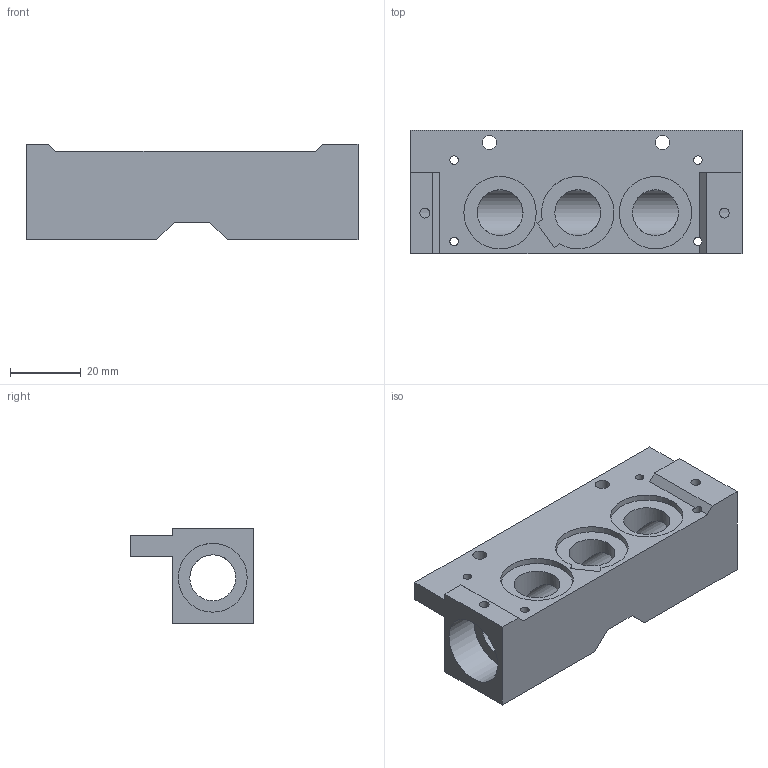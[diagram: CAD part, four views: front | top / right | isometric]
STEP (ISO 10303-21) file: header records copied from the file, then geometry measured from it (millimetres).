
FILE_DESCRIPTION(/* description */ (''),/* implementation_level */ '2;1');
FILE_NAME(/* name */ 'Block.step',/* time_stamp */ '2020-05-06T11:31:02+02:00',/* author */ (''),/* organization */ (''),/* preprocessor_version */ 'ST-DEVELOPER v18.1',/* originating_system */ 'Autodesk Translation Framework v9.2.0.1227',/* authorisation */ '');
FILE_SCHEMA (('AUTOMOTIVE_DESIGN { 1 0 10303 214 3 1 1 }'));
Length unit declared in the file: millimetre
Products named in the file (1): Block
Bounding box: 94 x 35 x 27 mm (x, y, z)
Volume: 40025.5 mm3; surface area: 17476.2 mm2
Topology: 1 solids, 1 shells, 45 faces, 130 edges, 90 vertices
Faces by surface type: plane 26, cylinder 19
Full cylindrical faces by diameter (mm): 2.4 x4, 2.8 x2, 4 x2, 13 x4, 19.5 x2, 20.5 x2
Entity records: 1736 total; most frequent: CARTESIAN_POINT 416, DIRECTION 262, ORIENTED_EDGE 260, EDGE_CURVE 130, AXIS2_PLACEMENT_3D 92, VERTEX_POINT 90, LINE 78, VECTOR 78
